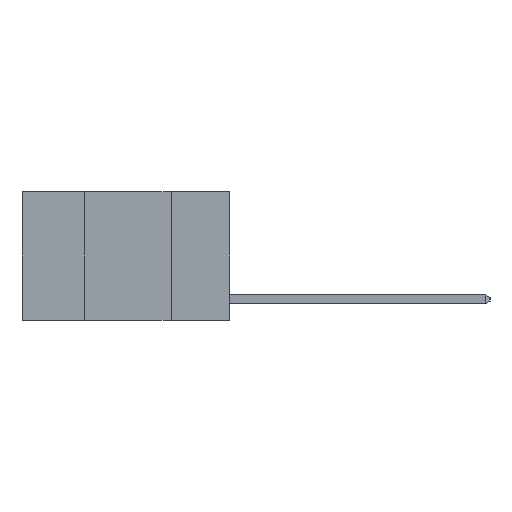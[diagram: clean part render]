
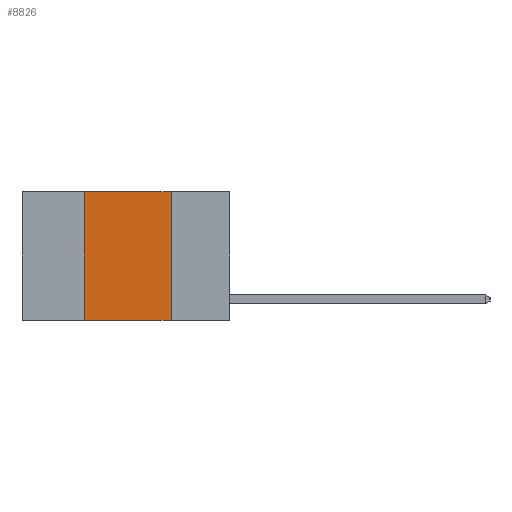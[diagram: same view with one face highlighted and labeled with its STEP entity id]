
A CAD part, left-side view. The second image highlights one B-rep face of the part: STEP entity #8826.
In plain terms, the highlighted planar face has unit normal (-1, 0, 0).
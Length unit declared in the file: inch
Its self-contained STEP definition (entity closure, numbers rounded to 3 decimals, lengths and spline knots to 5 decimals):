
#62 = CARTESIAN_POINT ( 'NONE',  ( 0., 0.6, -0.37 ) ) ;
#76 = DIRECTION ( 'NONE',  ( 1., 0., 0. ) ) ;
#1754 = VERTEX_POINT ( 'NONE', #5978 ) ;
#1773 = VECTOR ( 'NONE', #6245, 39.37008 ) ;
#2015 = LINE ( 'NONE', #4062, #1773 ) ;
#2061 = LINE ( 'NONE', #2277, #7843 ) ;
#2277 = CARTESIAN_POINT ( 'NONE',  ( 0., 0.17, 0. ) ) ;
#2372 = DIRECTION ( 'NONE',  ( 0., -1., 0. ) ) ;
#2445 = DIRECTION ( 'NONE',  ( 0., 0., -1. ) ) ;
#3085 = VERTEX_POINT ( 'NONE', #7944 ) ;
#3331 = EDGE_LOOP ( 'NONE', ( #4408, #5906, #7955, #6227 ) ) ;
#3597 = EDGE_CURVE ( 'NONE', #1754, #7931, #9503, .T. ) ;
#4062 = CARTESIAN_POINT ( 'NONE',  ( 0., 0.42, 0. ) ) ;
#4109 = DIRECTION ( 'NONE',  ( 0., -1., 0. ) ) ;
#4248 = LINE ( 'NONE', #62, #5632 ) ;
#4408 = ORIENTED_EDGE ( 'NONE', *, *, #7076, .F. ) ;
#4838 = AXIS2_PLACEMENT_3D ( 'NONE', #7636, #76, #5352 ) ;
#5352 = DIRECTION ( 'NONE',  ( 0., 0., -1. ) ) ;
#5631 = CARTESIAN_POINT ( 'NONE',  ( 0., 0.17, -0.37 ) ) ;
#5632 = VECTOR ( 'NONE', #2372, 39.37008 ) ;
#5674 = CARTESIAN_POINT ( 'NONE',  ( 0., 0.17, 0. ) ) ;
#5906 = ORIENTED_EDGE ( 'NONE', *, *, #3597, .F. ) ;
#5978 = CARTESIAN_POINT ( 'NONE',  ( 0., 0.42, 0. ) ) ;
#6227 = ORIENTED_EDGE ( 'NONE', *, *, #9391, .T. ) ;
#6245 = DIRECTION ( 'NONE',  ( 0., 0., 1. ) ) ;
#7076 = EDGE_CURVE ( 'NONE', #7931, #8431, #2061, .T. ) ;
#7359 = VECTOR ( 'NONE', #4109, 39.37008 ) ;
#7636 = CARTESIAN_POINT ( 'NONE',  ( 0., 0.6, 0. ) ) ;
#7843 = VECTOR ( 'NONE', #2445, 39.37008 ) ;
#7931 = VERTEX_POINT ( 'NONE', #5674 ) ;
#7944 = CARTESIAN_POINT ( 'NONE',  ( 0., 0.42, -0.37 ) ) ;
#7955 = ORIENTED_EDGE ( 'NONE', *, *, #8943, .F. ) ;
#8381 = PLANE ( 'NONE',  #4838 ) ;
#8431 = VERTEX_POINT ( 'NONE', #5631 ) ;
#8826 = ADVANCED_FACE ( 'NONE', ( #9139 ), #8381, .F. ) ;
#8943 = EDGE_CURVE ( 'NONE', #3085, #1754, #2015, .T. ) ;
#9139 = FACE_OUTER_BOUND ( 'NONE', #3331, .T. ) ;
#9294 = CARTESIAN_POINT ( 'NONE',  ( 0., 0.6, 0. ) ) ;
#9391 = EDGE_CURVE ( 'NONE', #3085, #8431, #4248, .T. ) ;
#9503 = LINE ( 'NONE', #9294, #7359 ) ;
